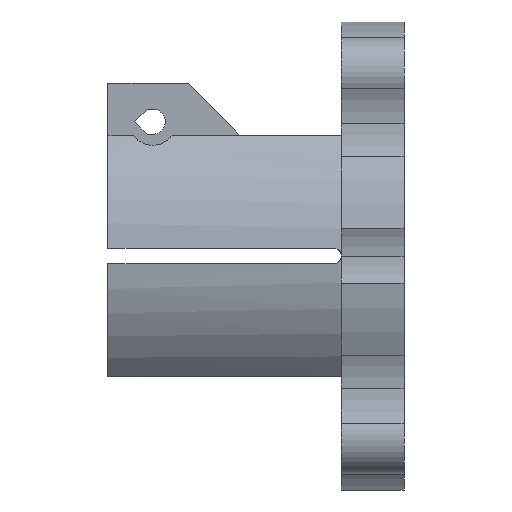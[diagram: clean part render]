
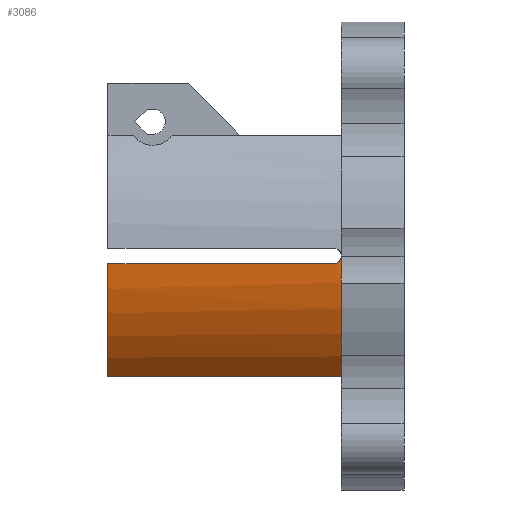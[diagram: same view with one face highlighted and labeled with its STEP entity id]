
A CAD part, left-side view. The second image highlights one B-rep face of the part: STEP entity #3086.
In plain terms, the highlighted cylindrical face has radius 22 mm (diameter 44 mm), a partial arc.
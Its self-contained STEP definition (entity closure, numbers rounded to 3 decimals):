
#1092=CARTESIAN_POINT('',(-102.,81.,0.));
#1093=VERTEX_POINT('',#1092);
#1101=CARTESIAN_POINT('',(-95.711,81.,-15.4));
#1102=VERTEX_POINT('',#1101);
#1103=CARTESIAN_POINT('',(-80.,81.,0.));
#1104=DIRECTION('',(0.,-1.,0.));
#1105=DIRECTION('',(1.,0.,0.));
#1106=AXIS2_PLACEMENT_3D('',#1103,#1104,#1105);
#1107=CIRCLE('',#1106,22.);
#1108=EDGE_CURVE('',#1093,#1102,#1107,.T.);
#2820=CARTESIAN_POINT('',(-101.977,82.,-1.));
#2821=VERTEX_POINT('',#2820);
#2822=CARTESIAN_POINT('',(-101.977,110.7,-1.));
#2823=VERTEX_POINT('',#2822);
#2824=CARTESIAN_POINT('',(-101.977,82.,-1.));
#2825=DIRECTION('',(-0.,1.,-0.));
#2826=VECTOR('',#2825,28.7);
#2827=LINE('',#2824,#2826);
#2828=EDGE_CURVE('',#2821,#2823,#2827,.T.);
#2851=CARTESIAN_POINT('',(-95.711,110.7,-15.4));
#2852=VERTEX_POINT('',#2851);
#2853=CARTESIAN_POINT('',(-80.,110.7,0.));
#2854=DIRECTION('',(0.,-1.,0.));
#2855=DIRECTION('',(1.,0.,0.));
#2856=AXIS2_PLACEMENT_3D('',#2853,#2854,#2855);
#2857=CIRCLE('',#2856,22.);
#2858=EDGE_CURVE('',#2823,#2852,#2857,.T.);
#2908=CARTESIAN_POINT('',(-102.,81.,0.));
#2909=CARTESIAN_POINT('',(-102.,81.,-0.132));
#2910=CARTESIAN_POINT('',(-101.999,81.026,-0.262));
#2911=CARTESIAN_POINT('',(-101.997,81.076,-0.383));
#2912=CARTESIAN_POINT('',(-101.996,81.101,-0.443));
#2913=CARTESIAN_POINT('',(-101.994,81.132,-0.501));
#2914=CARTESIAN_POINT('',(-101.993,81.168,-0.555));
#2915=CARTESIAN_POINT('',(-101.992,81.204,-0.609));
#2916=CARTESIAN_POINT('',(-101.99,81.247,-0.661));
#2917=CARTESIAN_POINT('',(-101.989,81.293,-0.707));
#2918=CARTESIAN_POINT('',(-101.987,81.339,-0.753));
#2919=CARTESIAN_POINT('',(-101.986,81.389,-0.794));
#2920=CARTESIAN_POINT('',(-101.984,81.444,-0.831));
#2921=CARTESIAN_POINT('',(-101.983,81.498,-0.867));
#2922=CARTESIAN_POINT('',(-101.982,81.556,-0.899));
#2923=CARTESIAN_POINT('',(-101.981,81.617,-0.924));
#2924=CARTESIAN_POINT('',(-101.98,81.677,-0.948));
#2925=CARTESIAN_POINT('',(-101.979,81.739,-0.968));
#2926=CARTESIAN_POINT('',(-101.978,81.804,-0.981));
#2927=CARTESIAN_POINT('',(-101.978,81.836,-0.987));
#2928=CARTESIAN_POINT('',(-101.978,81.869,-0.992));
#2929=CARTESIAN_POINT('',(-101.978,81.901,-0.995));
#2930=CARTESIAN_POINT('',(-101.977,81.934,-0.998));
#2931=CARTESIAN_POINT('',(-101.977,81.966,-1.));
#2932=CARTESIAN_POINT('',(-101.977,82.,-1.));
#2933=B_SPLINE_CURVE_WITH_KNOTS('',3,(#2908,#2909,#2910,#2911,#2912,#2913,#2914,#2915,#2916,#2917,#2918,#2919,#2920,#2921,#2922,#2923,#2924,#2925,#2926,#2927,#2928,#2929,#2930,#2931,#2932),.UNSPECIFIED.,.F.,.F.,(4,3,3,3,3,3,3,3,4),(0.005,0.005,0.005,0.005,0.006,0.006,0.006,0.006,0.006),.UNSPECIFIED.);
#2934=EDGE_CURVE('',#1093,#2821,#2933,.T.);
#3063=CARTESIAN_POINT('',(-95.711,81.,-15.4));
#3064=DIRECTION('',(-0.,1.,-0.));
#3065=VECTOR('',#3064,29.7);
#3066=LINE('',#3063,#3065);
#3067=EDGE_CURVE('',#1102,#2852,#3066,.T.);
#3074=CARTESIAN_POINT('',(-80.,110.7,0.));
#3075=DIRECTION('',(0.,-1.,0.));
#3076=DIRECTION('',(1.,0.,0.));
#3077=AXIS2_PLACEMENT_3D('',#3074,#3075,#3076);
#3078=CYLINDRICAL_SURFACE('',#3077,22.);
#3079=ORIENTED_EDGE('',*,*,#3067,.F.);
#3080=ORIENTED_EDGE('',*,*,#1108,.F.);
#3081=ORIENTED_EDGE('',*,*,#2934,.T.);
#3082=ORIENTED_EDGE('',*,*,#2828,.T.);
#3083=ORIENTED_EDGE('',*,*,#2858,.T.);
#3084=EDGE_LOOP('',(#3079,#3080,#3081,#3082,#3083));
#3085=FACE_BOUND('',#3084,.T.);
#3086=ADVANCED_FACE('',(#3085),#3078,.T.);
